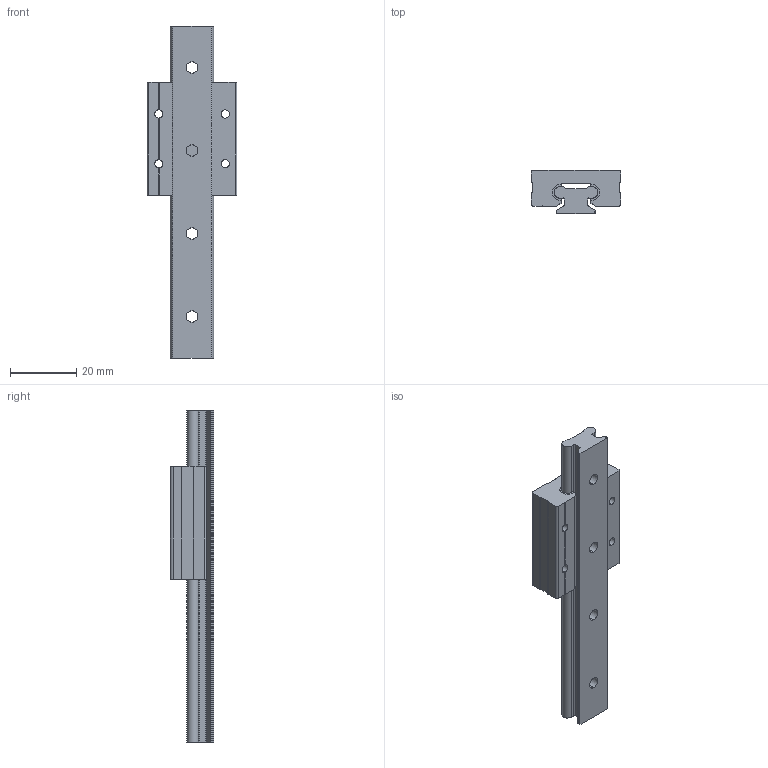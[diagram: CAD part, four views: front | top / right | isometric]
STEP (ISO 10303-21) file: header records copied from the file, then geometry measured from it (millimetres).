
FILE_DESCRIPTION (( 'STEP AP214' ), '1' );
FILE_NAME ('GST_A637BE8744.step', '2022-05-23T19:32:46', ( '' ), ( '' ), 'SwSTEP 2.0', 'SolidWorks 2019', '' );
FILE_SCHEMA (( 'AUTOMOTIVE_DESIGN' ));
Length unit declared in the file: inch
Products named in the file (5): 8QqN72raWg_CADModel_0; 8QqN72raWg_CADModel_1; GST_A637BE8744
Assembly tree (2 placements, depth 2):
  8QqN72raWg_CADModel_0
  8QqN72raWg_CADModel_1
  GST_A637BE8744
    8QqN72raWg_CADModel_1
    8QqN72raWg_CADModel_0
Bounding box: 27 x 13 x 100 mm (x, y, z)
Volume: 21465.3 mm3; surface area: 15384.1 mm2
Topology: 7 solids, 7 shells, 240 faces, 678 edges, 452 vertices
Faces by surface type: plane 146, cylinder 94
Entity records: 11163 total; most frequent: CARTESIAN_POINT 1448, ORIENTED_EDGE 1356, DIRECTION 1334, EDGE_CURVE 678, LINE 466, VECTOR 466, VERTEX_POINT 452, AXIS2_PLACEMENT_3D 434
